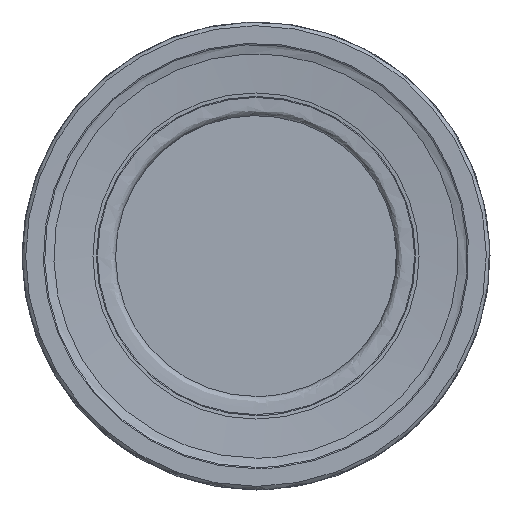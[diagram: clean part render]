
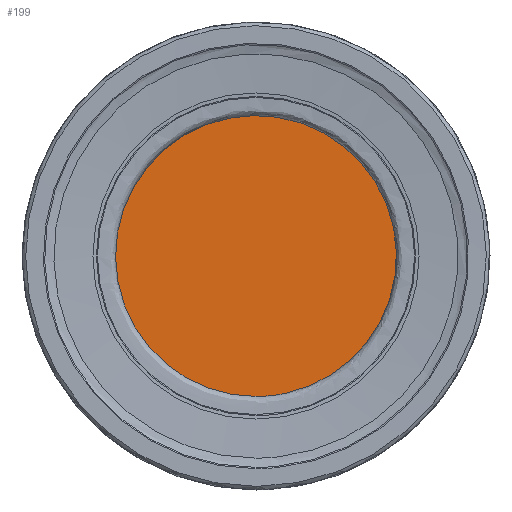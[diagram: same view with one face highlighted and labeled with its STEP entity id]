
A CAD part, left-side view. The second image highlights one B-rep face of the part: STEP entity #199.
In plain terms, the highlighted planar face has unit normal (-1, 0, 0).
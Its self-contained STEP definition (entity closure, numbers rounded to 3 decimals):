
#194=PLANE('',#476);
#196=FACE_OUTER_BOUND('',#284,.T.);
#199=ADVANCED_FACE('',(#196),#194,.F.);
#284=EDGE_LOOP('',(#338));
#338=ORIENTED_EDGE('',*,*,#418,.T.);
#391=VERTEX_POINT('',#618);
#418=EDGE_CURVE('',#391,#391,#445,.T.);
#445=CIRCLE('',#475,9.824);
#475=AXIS2_PLACEMENT_3D('',#617,#522,#523);
#476=AXIS2_PLACEMENT_3D('',#619,#524,#525);
#522=DIRECTION('',(-1.,0.,0.));
#523=DIRECTION('',(0.,0.,1.));
#524=DIRECTION('',(1.,0.,0.));
#525=DIRECTION('',(0.,0.,-1.));
#617=CARTESIAN_POINT('',(1.5,0.,0.));
#618=CARTESIAN_POINT('',(1.5,0.,9.824));
#619=CARTESIAN_POINT('',(1.5,0.,0.));
